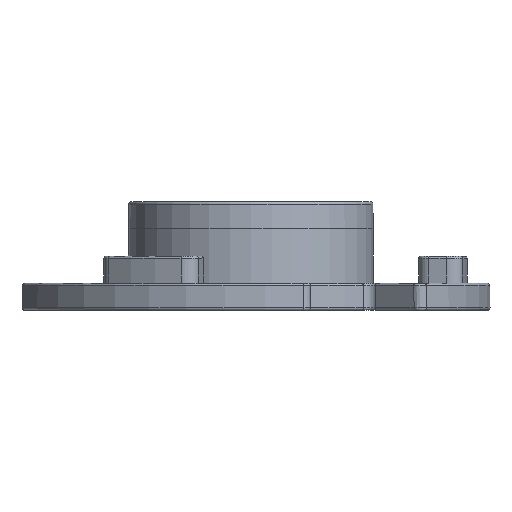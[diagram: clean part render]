
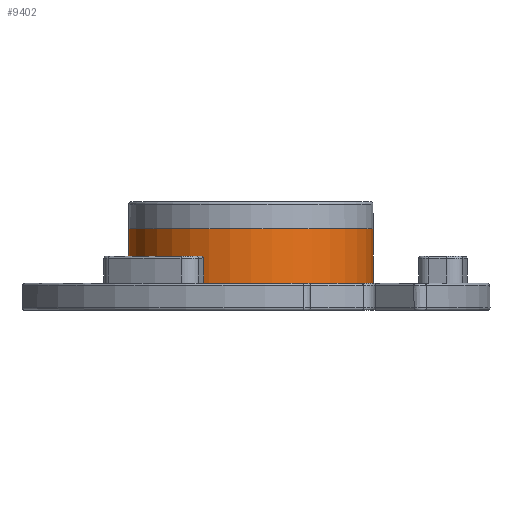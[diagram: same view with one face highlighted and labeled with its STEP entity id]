
A CAD part, front view. The second image highlights one B-rep face of the part: STEP entity #9402.
In plain terms, the highlighted cylindrical face has radius 14.3 mm (diameter 28.6 mm), a partial arc.
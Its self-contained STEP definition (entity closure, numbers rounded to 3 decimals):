
#367 = ORIENTED_EDGE ( 'NONE', *, *, #2909, .T. ) ;
#901 = LINE ( 'NONE', #10445, #16050 ) ;
#995 = CARTESIAN_POINT ( 'NONE',  ( 14.3, 0., 1.588 ) ) ;
#1790 = DIRECTION ( 'NONE',  ( -1., 0., 0. ) ) ;
#2444 = EDGE_CURVE ( 'NONE', #14243, #2564, #901, .T. ) ;
#2518 = ORIENTED_EDGE ( 'NONE', *, *, #14680, .T. ) ;
#2564 = VERTEX_POINT ( 'NONE', #995 ) ;
#2570 = CARTESIAN_POINT ( 'NONE',  ( 14.3, 0., 7.938 ) ) ;
#2909 = EDGE_CURVE ( 'NONE', #14243, #7443, #6725, .T. ) ;
#3002 = DIRECTION ( 'NONE',  ( 0., 0., -1. ) ) ;
#3748 = ORIENTED_EDGE ( 'NONE', *, *, #11471, .F. ) ;
#4354 = DIRECTION ( 'NONE',  ( -1., 0., 0. ) ) ;
#4574 = CARTESIAN_POINT ( 'NONE',  ( 0., 0., 7.938 ) ) ;
#5539 = DIRECTION ( 'NONE',  ( 0., 0., -1. ) ) ;
#5714 = DIRECTION ( 'NONE',  ( -1., 0., 0. ) ) ;
#5774 = AXIS2_PLACEMENT_3D ( 'NONE', #15945, #3002, #4354 ) ;
#6725 = CIRCLE ( 'NONE', #14972, 14.3 ) ;
#7443 = VERTEX_POINT ( 'NONE', #10379 ) ;
#7882 = DIRECTION ( 'NONE',  ( 0., 0., -1. ) ) ;
#8117 = CIRCLE ( 'NONE', #8860, 14.3 ) ;
#8330 = FACE_OUTER_BOUND ( 'NONE', #13675, .T. ) ;
#8849 = VERTEX_POINT ( 'NONE', #15980 ) ;
#8860 = AXIS2_PLACEMENT_3D ( 'NONE', #13349, #5539, #1790 ) ;
#8974 = ORIENTED_EDGE ( 'NONE', *, *, #2444, .F. ) ;
#9186 = CARTESIAN_POINT ( 'NONE',  ( -14.3, 0., 11.113 ) ) ;
#9402 = ADVANCED_FACE ( 'NONE', ( #8330 ), #10108, .T. ) ;
#10108 = CYLINDRICAL_SURFACE ( 'NONE', #5774, 14.3 ) ;
#10379 = CARTESIAN_POINT ( 'NONE',  ( -14.3, 0., 7.938 ) ) ;
#10445 = CARTESIAN_POINT ( 'NONE',  ( 14.3, 0., 11.113 ) ) ;
#11471 = EDGE_CURVE ( 'NONE', #2564, #8849, #8117, .T. ) ;
#11764 = LINE ( 'NONE', #9186, #16297 ) ;
#13116 = DIRECTION ( 'NONE',  ( 0., 0., -1. ) ) ;
#13349 = CARTESIAN_POINT ( 'NONE',  ( 0., 0., 1.588 ) ) ;
#13675 = EDGE_LOOP ( 'NONE', ( #8974, #367, #2518, #3748 ) ) ;
#14243 = VERTEX_POINT ( 'NONE', #2570 ) ;
#14680 = EDGE_CURVE ( 'NONE', #7443, #8849, #11764, .T. ) ;
#14791 = DIRECTION ( 'NONE',  ( 0., 0., -1. ) ) ;
#14972 = AXIS2_PLACEMENT_3D ( 'NONE', #4574, #14791, #5714 ) ;
#15945 = CARTESIAN_POINT ( 'NONE',  ( 0., 0., 11.113 ) ) ;
#15980 = CARTESIAN_POINT ( 'NONE',  ( -14.3, 0., 1.588 ) ) ;
#16050 = VECTOR ( 'NONE', #7882, 1000. ) ;
#16297 = VECTOR ( 'NONE', #13116, 1000. ) ;
